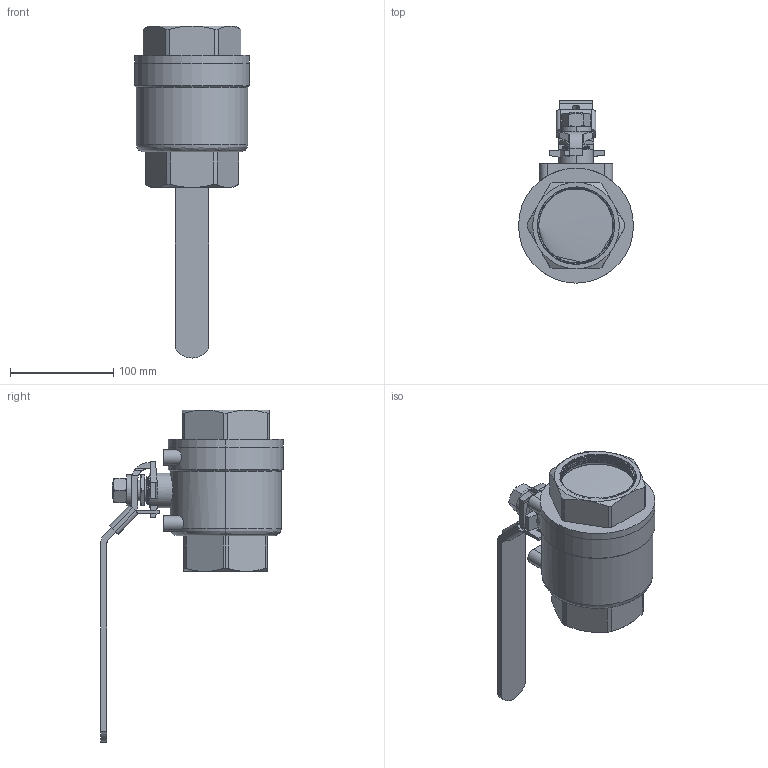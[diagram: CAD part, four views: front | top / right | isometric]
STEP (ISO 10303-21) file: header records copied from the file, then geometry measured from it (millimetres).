
FILE_DESCRIPTION (( 'STEP AP203' ), '1' );
FILE_NAME ('Fig.2001 DN-065 A2N 21-2.STEP', '2021-05-25T11:18:34', ( '' ), ( '' ), 'SwSTEP 2.0', 'SolidWorks 2020', '' );
FILE_SCHEMA (( 'CONFIG_CONTROL_DESIGN' ));
Length unit declared in the file: millimetre
Products named in the file (1): Fig.2001 DN-065 A2N 21-2
Bounding box: 111.5 x 176.95 x 322 mm (x, y, z)
Surface area: 315003.7 mm2 (no closed solid volume)
Topology: 0 solids, 14 shells, 333 faces, 904 edges, 584 vertices
Faces by surface type: plane 138, cylinder 126, cone 57, bspline 12
Entity records: 75109 total; most frequent: CARTESIAN_POINT 67217, ORIENTED_EDGE 1668, DIRECTION 1487, EDGE_CURVE 870, VERTEX_POINT 572, AXIS2_PLACEMENT_3D 564, EDGE_LOOP 380, LINE 359
